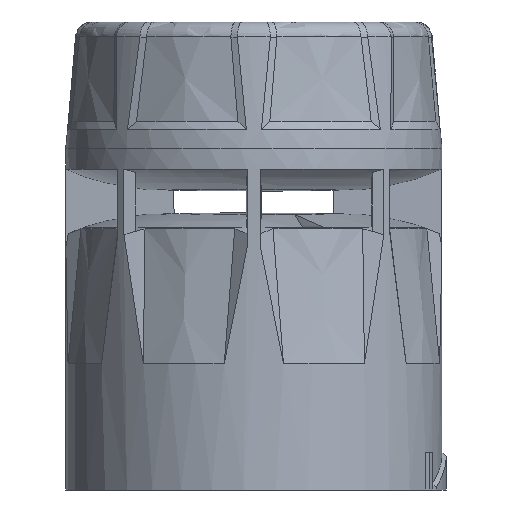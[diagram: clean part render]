
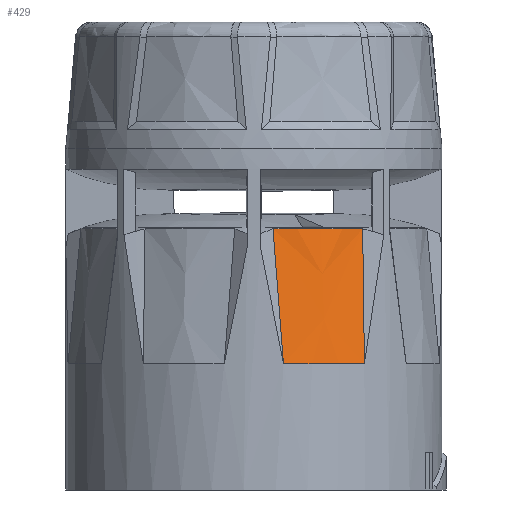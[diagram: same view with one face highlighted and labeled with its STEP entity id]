
A CAD part, front view. The second image highlights one B-rep face of the part: STEP entity #429.
In plain terms, the highlighted conical face has half-angle 6 degrees and reference radius 34.5 mm.
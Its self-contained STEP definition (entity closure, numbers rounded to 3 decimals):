
#429=ADVANCED_FACE('',(#612),#488,.T.);
#488=CONICAL_SURFACE('',#3250,34.5,6.);
#612=FACE_OUTER_BOUND('',#784,.T.);
#784=EDGE_LOOP('',(#1769,#1770,#1771,#1772));
#891=CIRCLE('',#3192,32.358);
#898=CIRCLE('',#3199,35.);
#1769=ORIENTED_EDGE('',*,*,#2606,.T.);
#1770=ORIENTED_EDGE('',*,*,#2568,.F.);
#1771=ORIENTED_EDGE('',*,*,#2640,.F.);
#1772=ORIENTED_EDGE('',*,*,#2540,.F.);
#2135=VERTEX_POINT('',#6630);
#2136=VERTEX_POINT('',#6632);
#2159=VERTEX_POINT('',#6766);
#2163=VERTEX_POINT('',#6777);
#2540=EDGE_CURVE('',#2135,#2136,#891,.T.);
#2568=EDGE_CURVE('',#2163,#2159,#898,.T.);
#2606=EDGE_CURVE('',#2135,#2159,#2991,.T.);
#2640=EDGE_CURVE('',#2136,#2163,#3016,.T.);
#2991=B_SPLINE_CURVE_WITH_KNOTS('',3,(#6885,#6886,#6887,#6888),
 .UNSPECIFIED.,.F.,.F.,(4,4),(0.,1.),.UNSPECIFIED.);
#3016=B_SPLINE_CURVE_WITH_KNOTS('',3,(#7506,#7507,#7508,#7509),
 .UNSPECIFIED.,.F.,.F.,(4,4),(0.,1.),.UNSPECIFIED.);
#3192=AXIS2_PLACEMENT_3D('',#6631,#3516,#3517);
#3199=AXIS2_PLACEMENT_3D('',#6778,#3537,#3538);
#3250=AXIS2_PLACEMENT_3D('',#9460,#3676,#3677);
#3516=DIRECTION('',(0.,0.,1.));
#3517=DIRECTION('',(1.,0.,0.));
#3537=DIRECTION('',(0.,0.,-1.));
#3538=DIRECTION('',(-1.,0.,0.));
#3676=DIRECTION('',(0.,0.,-1.));
#3677=DIRECTION('',(1.,0.,0.));
#6630=CARTESIAN_POINT('',(3.554,-32.163,12.528));
#6631=CARTESIAN_POINT('',(0.,0.,12.528));
#6632=CARTESIAN_POINT('',(20.244,-25.244,12.528));
#6766=CARTESIAN_POINT('',(5.509,-34.564,-12.605));
#6777=CARTESIAN_POINT('',(20.559,-28.325,-12.605));
#6778=CARTESIAN_POINT('',(0.,0.,-12.605));
#6885=CARTESIAN_POINT('',(3.554,-32.163,12.528));
#6886=CARTESIAN_POINT('',(4.19,-32.978,4.151));
#6887=CARTESIAN_POINT('',(4.842,-33.778,-4.227));
#6888=CARTESIAN_POINT('',(5.509,-34.564,-12.605));
#7506=CARTESIAN_POINT('',(20.244,-25.244,12.528));
#7507=CARTESIAN_POINT('',(20.371,-26.271,4.151));
#7508=CARTESIAN_POINT('',(20.476,-27.298,-4.227));
#7509=CARTESIAN_POINT('',(20.559,-28.325,-12.605));
#9460=CARTESIAN_POINT('',(0.,0.,-7.847));
